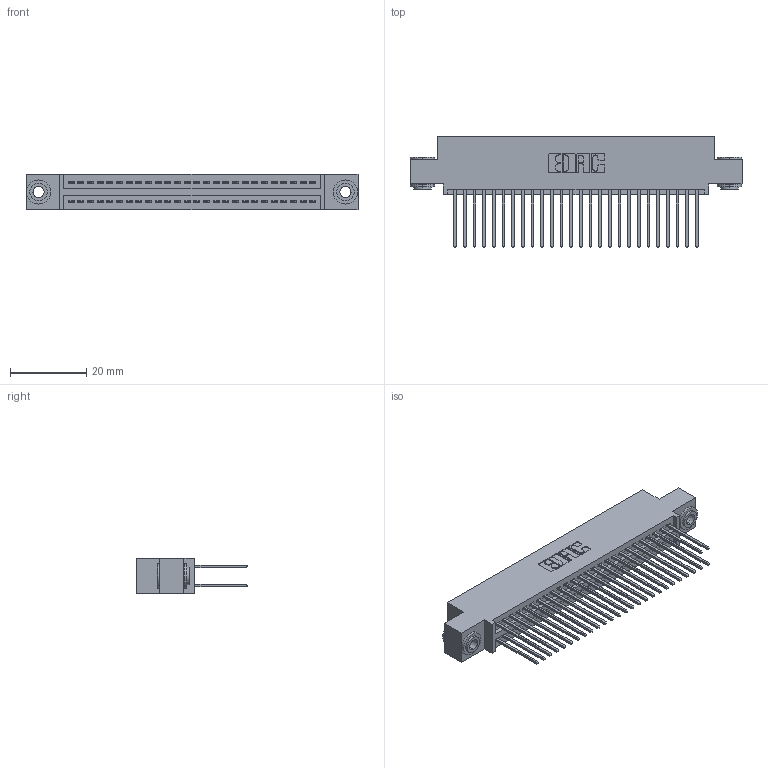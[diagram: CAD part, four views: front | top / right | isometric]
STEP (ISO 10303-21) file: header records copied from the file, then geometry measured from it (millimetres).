
FILE_DESCRIPTION (( 'STEP AP203' ), '1' );
FILE_NAME ('345-052-540-503.STEP', '2019-10-29T14:43:03', ( '' ), ( '' ), 'SwSTEP 2.0', 'SolidWorks 2016', '' );
FILE_SCHEMA (( 'CONFIG_CONTROL_DESIGN' ));
Length unit declared in the file: inch
Products named in the file (4): 345 Part_0.110 Offset - 0.156 Dia-TH; 345-292-001_345-293-140; 345-052-540-503; 345-250-002_345-250-002-102
Assembly tree (55 placements, depth 2):
  345-052-540-503
    345 Part_0.110 Offset - 0.156 Dia-TH
    345-292-001_345-293-140  x52
    345-250-002_345-250-002-102  x2
Bounding box: 87.25 x 29.13 x 9.4 mm (x, y, z)
Volume: 8470.1 mm3; surface area: 13422.6 mm2
Topology: 55 solids, 55 shells, 2768 faces, 8177 edges, 5378 vertices
Faces by surface type: plane 1810, cylinder 950, cone 8
Entity records: 23354 total; most frequent: CARTESIAN_POINT 3907, ORIENTED_EDGE 3834, DIRECTION 3495, EDGE_CURVE 1917, LINE 1657, VECTOR 1657, VERTEX_POINT 1274, AXIS2_PLACEMENT_3D 919
